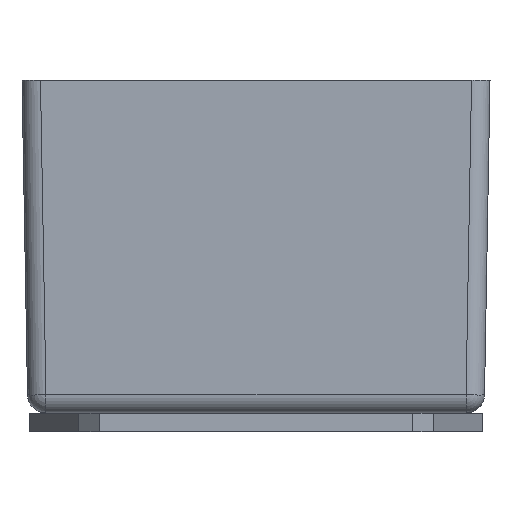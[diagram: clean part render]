
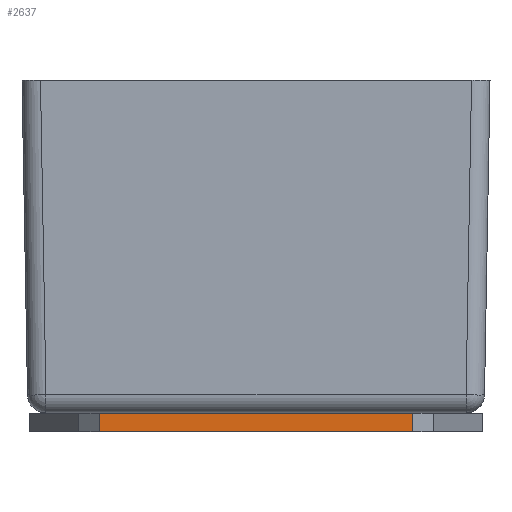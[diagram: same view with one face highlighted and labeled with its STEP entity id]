
A CAD part, left-side view. The second image highlights one B-rep face of the part: STEP entity #2637.
In plain terms, the highlighted planar face has unit normal (-1, 0, 0).
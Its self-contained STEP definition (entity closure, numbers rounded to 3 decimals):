
#44 = PLANE('',#45);
#45 = AXIS2_PLACEMENT_3D('',#46,#47,#48);
#46 = CARTESIAN_POINT('',(0.,0.,-27.));
#47 = DIRECTION('',(0.,0.,1.));
#48 = DIRECTION('',(1.,0.,0.));
#122 = PLANE('',#123);
#123 = AXIS2_PLACEMENT_3D('',#124,#125,#126);
#124 = CARTESIAN_POINT('',(0.,0.,-28.5));
#125 = DIRECTION('',(0.,0.,1.));
#126 = DIRECTION('',(1.,0.,0.));
#2528 = PLANE('',#2529);
#2529 = AXIS2_PLACEMENT_3D('',#2530,#2531,#2532);
#2530 = CARTESIAN_POINT('',(-38.821,-14.404,-28.5));
#2531 = DIRECTION('',(-0.707,-0.707,0.
    ));
#2532 = DIRECTION('',(0.,0.,1.));
#2566 = VERTEX_POINT('',#2567);
#2567 = CARTESIAN_POINT('',(-40.5,-12.725,-27.));
#2588 = EDGE_CURVE('',#2589,#2566,#2591,.T.);
#2589 = VERTEX_POINT('',#2590);
#2590 = CARTESIAN_POINT('',(-40.5,-12.725,-28.5));
#2591 = SURFACE_CURVE('',#2592,(#2596,#2603),.PCURVE_S1.);
#2592 = LINE('',#2593,#2594);
#2593 = CARTESIAN_POINT('',(-40.5,-12.725,-28.5));
#2594 = VECTOR('',#2595,1.);
#2595 = DIRECTION('',(0.,0.,1.));
#2596 = PCURVE('',#2528,#2597);
#2597 = DEFINITIONAL_REPRESENTATION('',(#2598),#2602);
#2598 = LINE('',#2599,#2600);
#2599 = CARTESIAN_POINT('',(0.,2.374));
#2600 = VECTOR('',#2601,1.);
#2601 = DIRECTION('',(1.,0.));
#2602 = ( GEOMETRIC_REPRESENTATION_CONTEXT(2) 
PARAMETRIC_REPRESENTATION_CONTEXT() REPRESENTATION_CONTEXT('2D SPACE',''
  ) );
#2603 = PCURVE('',#2604,#2609);
#2604 = PLANE('',#2605);
#2605 = AXIS2_PLACEMENT_3D('',#2606,#2607,#2608);
#2606 = CARTESIAN_POINT('',(-40.5,0.,-28.5));
#2607 = DIRECTION('',(-1.,0.,0.));
#2608 = DIRECTION('',(0.,0.,1.));
#2609 = DEFINITIONAL_REPRESENTATION('',(#2610),#2614);
#2610 = LINE('',#2611,#2612);
#2611 = CARTESIAN_POINT('',(0.,-12.725));
#2612 = VECTOR('',#2613,1.);
#2613 = DIRECTION('',(1.,0.));
#2614 = ( GEOMETRIC_REPRESENTATION_CONTEXT(2) 
PARAMETRIC_REPRESENTATION_CONTEXT() REPRESENTATION_CONTEXT('2D SPACE',''
  ) );
#2637 = ADVANCED_FACE('',(#2638),#2604,.T.);
#2638 = FACE_BOUND('',#2639,.T.);
#2639 = EDGE_LOOP('',(#2640,#2663,#2691,#2712));
#2640 = ORIENTED_EDGE('',*,*,#2641,.T.);
#2641 = EDGE_CURVE('',#2566,#2642,#2644,.T.);
#2642 = VERTEX_POINT('',#2643);
#2643 = CARTESIAN_POINT('',(-40.5,12.725,-27.));
#2644 = SURFACE_CURVE('',#2645,(#2649,#2656),.PCURVE_S1.);
#2645 = LINE('',#2646,#2647);
#2646 = CARTESIAN_POINT('',(-40.5,-12.725,-27.));
#2647 = VECTOR('',#2648,1.);
#2648 = DIRECTION('',(0.,1.,0.));
#2649 = PCURVE('',#2604,#2650);
#2650 = DEFINITIONAL_REPRESENTATION('',(#2651),#2655);
#2651 = LINE('',#2652,#2653);
#2652 = CARTESIAN_POINT('',(1.5,-12.725));
#2653 = VECTOR('',#2654,1.);
#2654 = DIRECTION('',(0.,1.));
#2655 = ( GEOMETRIC_REPRESENTATION_CONTEXT(2) 
PARAMETRIC_REPRESENTATION_CONTEXT() REPRESENTATION_CONTEXT('2D SPACE',''
  ) );
#2656 = PCURVE('',#44,#2657);
#2657 = DEFINITIONAL_REPRESENTATION('',(#2658),#2662);
#2658 = LINE('',#2659,#2660);
#2659 = CARTESIAN_POINT('',(-40.5,-12.725));
#2660 = VECTOR('',#2661,1.);
#2661 = DIRECTION('',(0.,1.));
#2662 = ( GEOMETRIC_REPRESENTATION_CONTEXT(2) 
PARAMETRIC_REPRESENTATION_CONTEXT() REPRESENTATION_CONTEXT('2D SPACE',''
  ) );
#2663 = ORIENTED_EDGE('',*,*,#2664,.F.);
#2664 = EDGE_CURVE('',#2665,#2642,#2667,.T.);
#2665 = VERTEX_POINT('',#2666);
#2666 = CARTESIAN_POINT('',(-40.5,12.725,-28.5));
#2667 = SURFACE_CURVE('',#2668,(#2672,#2679),.PCURVE_S1.);
#2668 = LINE('',#2669,#2670);
#2669 = CARTESIAN_POINT('',(-40.5,12.725,-28.5));
#2670 = VECTOR('',#2671,1.);
#2671 = DIRECTION('',(0.,0.,1.));
#2672 = PCURVE('',#2604,#2673);
#2673 = DEFINITIONAL_REPRESENTATION('',(#2674),#2678);
#2674 = LINE('',#2675,#2676);
#2675 = CARTESIAN_POINT('',(0.,12.725));
#2676 = VECTOR('',#2677,1.);
#2677 = DIRECTION('',(1.,0.));
#2678 = ( GEOMETRIC_REPRESENTATION_CONTEXT(2) 
PARAMETRIC_REPRESENTATION_CONTEXT() REPRESENTATION_CONTEXT('2D SPACE',''
  ) );
#2679 = PCURVE('',#2680,#2685);
#2680 = PLANE('',#2681);
#2681 = AXIS2_PLACEMENT_3D('',#2682,#2683,#2684);
#2682 = CARTESIAN_POINT('',(-40.5,12.725,-28.5));
#2683 = DIRECTION('',(-0.707,0.707,0.
    ));
#2684 = DIRECTION('',(0.,0.,1.));
#2685 = DEFINITIONAL_REPRESENTATION('',(#2686),#2690);
#2686 = LINE('',#2687,#2688);
#2687 = CARTESIAN_POINT('',(0.,0.));
#2688 = VECTOR('',#2689,1.);
#2689 = DIRECTION('',(1.,0.));
#2690 = ( GEOMETRIC_REPRESENTATION_CONTEXT(2) 
PARAMETRIC_REPRESENTATION_CONTEXT() REPRESENTATION_CONTEXT('2D SPACE',''
  ) );
#2691 = ORIENTED_EDGE('',*,*,#2692,.F.);
#2692 = EDGE_CURVE('',#2589,#2665,#2693,.T.);
#2693 = SURFACE_CURVE('',#2694,(#2698,#2705),.PCURVE_S1.);
#2694 = LINE('',#2695,#2696);
#2695 = CARTESIAN_POINT('',(-40.5,-12.725,-28.5));
#2696 = VECTOR('',#2697,1.);
#2697 = DIRECTION('',(0.,1.,0.));
#2698 = PCURVE('',#2604,#2699);
#2699 = DEFINITIONAL_REPRESENTATION('',(#2700),#2704);
#2700 = LINE('',#2701,#2702);
#2701 = CARTESIAN_POINT('',(0.,-12.725));
#2702 = VECTOR('',#2703,1.);
#2703 = DIRECTION('',(0.,1.));
#2704 = ( GEOMETRIC_REPRESENTATION_CONTEXT(2) 
PARAMETRIC_REPRESENTATION_CONTEXT() REPRESENTATION_CONTEXT('2D SPACE',''
  ) );
#2705 = PCURVE('',#122,#2706);
#2706 = DEFINITIONAL_REPRESENTATION('',(#2707),#2711);
#2707 = LINE('',#2708,#2709);
#2708 = CARTESIAN_POINT('',(-40.5,-12.725));
#2709 = VECTOR('',#2710,1.);
#2710 = DIRECTION('',(0.,1.));
#2711 = ( GEOMETRIC_REPRESENTATION_CONTEXT(2) 
PARAMETRIC_REPRESENTATION_CONTEXT() REPRESENTATION_CONTEXT('2D SPACE',''
  ) );
#2712 = ORIENTED_EDGE('',*,*,#2588,.T.);
